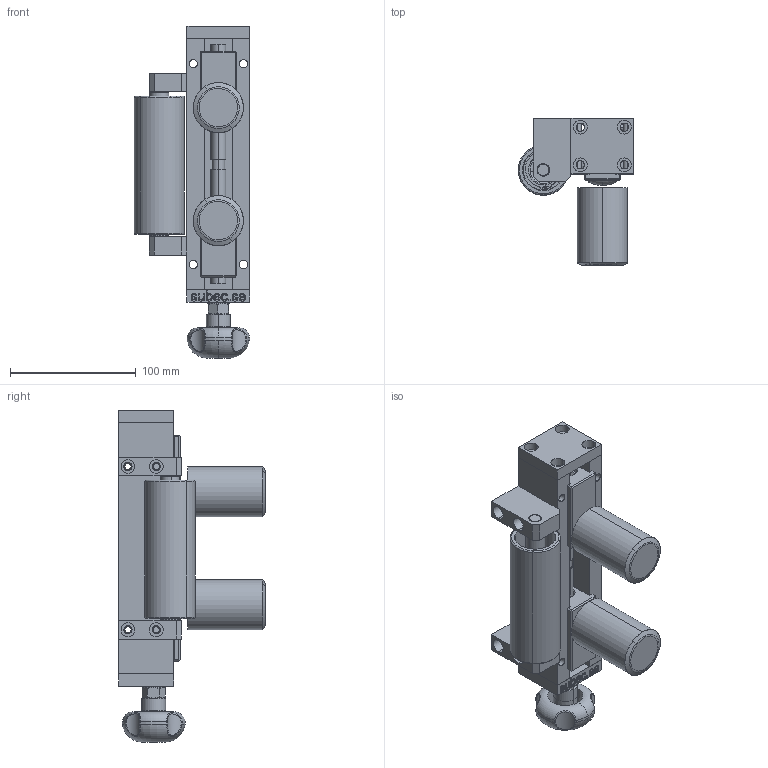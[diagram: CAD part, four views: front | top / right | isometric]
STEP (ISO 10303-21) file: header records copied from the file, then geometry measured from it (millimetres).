
FILE_DESCRIPTION (( 'STEP AP203' ), '1' );
FILE_NAME ('240415 STEP 3-400440-00_12223.STEP', '2024-04-15T07:05:11', ( '' ), ( '' ), 'SwSTEP 2.0', 'SolidWorks 2023', '' );
FILE_SCHEMA (( 'CONFIG_CONTROL_DESIGN' ));
Length unit declared in the file: millimetre
Products named in the file (1): 240415 STEP 3-400440-00_12223
Bounding box: 92 x 117 x 264.39 mm (x, y, z)
Surface area: 146967.3 mm2 (no closed solid volume)
Topology: 0 solids, 31 shells, 382 faces, 1213 edges, 867 vertices
Faces by surface type: plane 150, cylinder 130, bspline 49, cone 35, torus 18
Entity records: 18739 total; most frequent: CARTESIAN_POINT 8210, DIRECTION 2093, ORIENTED_EDGE 1981, EDGE_CURVE 1213, VERTEX_POINT 867, AXIS2_PLACEMENT_3D 768, LINE 557, VECTOR 557
